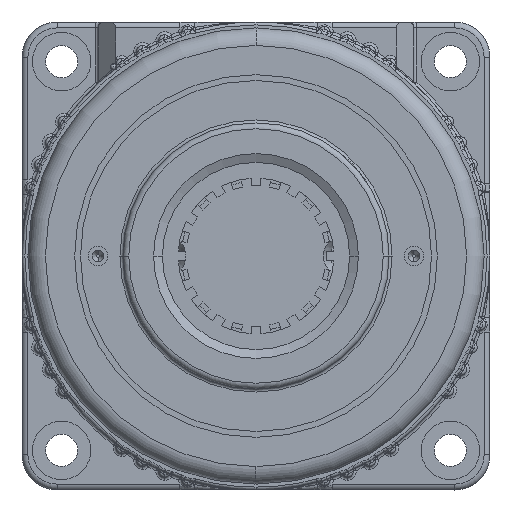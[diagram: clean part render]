
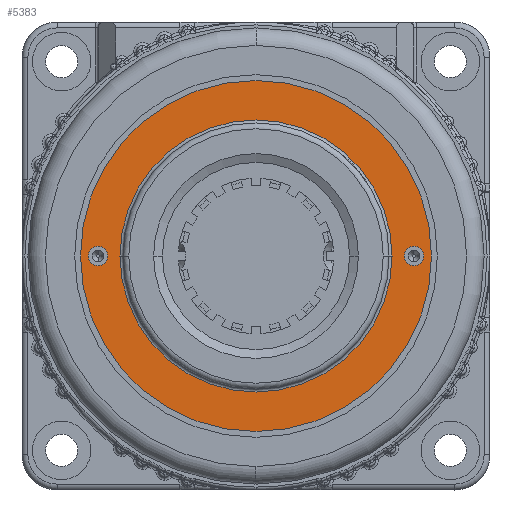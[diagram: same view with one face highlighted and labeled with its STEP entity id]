
A CAD part, front view. The second image highlights one B-rep face of the part: STEP entity #5383.
In plain terms, the highlighted face is planar.
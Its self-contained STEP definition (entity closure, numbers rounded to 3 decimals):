
#291 = EDGE_LOOP ( 'NONE', ( #11988, #35680 ) ) ;
#413 = DIRECTION ( 'NONE',  ( 0., 0., 1. ) ) ;
#504 = CARTESIAN_POINT ( 'NONE',  ( 0., 0.8, -30. ) ) ;
#1199 = AXIS2_PLACEMENT_3D ( 'NONE', #5261, #24616, #8048 ) ;
#3927 = CARTESIAN_POINT ( 'NONE',  ( 0., 0.8, -23.25 ) ) ;
#4090 = DIRECTION ( 'NONE',  ( 0., 1., 0. ) ) ;
#5261 = CARTESIAN_POINT ( 'NONE',  ( 0., 0.8, 0. ) ) ;
#5318 = CARTESIAN_POINT ( 'NONE',  ( 0., 0.8, 0. ) ) ;
#5383 = ADVANCED_FACE ( 'NONE', ( #16409, #30275, #22908, #15538 ), #25748, .T. ) ;
#5662 = ORIENTED_EDGE ( 'NONE', *, *, #20126, .T. ) ;
#7118 = ORIENTED_EDGE ( 'NONE', *, *, #15252, .F. ) ;
#7262 = VERTEX_POINT ( 'NONE', #19210 ) ;
#8048 = DIRECTION ( 'NONE',  ( 0., 0., 1. ) ) ;
#8103 = DIRECTION ( 'NONE',  ( 0., 0., 1. ) ) ;
#8519 = AXIS2_PLACEMENT_3D ( 'NONE', #11807, #14733, #34088 ) ;
#8878 = EDGE_LOOP ( 'NONE', ( #24962, #24908 ) ) ;
#9755 = EDGE_CURVE ( 'NONE', #21731, #11223, #34004, .T. ) ;
#9770 = AXIS2_PLACEMENT_3D ( 'NONE', #14005, #33362, #16787 ) ;
#9781 = DIRECTION ( 'NONE',  ( 0., 1., 0. ) ) ;
#9934 = CIRCLE ( 'NONE', #19391, 1.65 ) ;
#10459 = EDGE_LOOP ( 'NONE', ( #5662, #19514 ) ) ;
#10955 = CIRCLE ( 'NONE', #24278, 30. ) ;
#11070 = CIRCLE ( 'NONE', #1199, 23.25 ) ;
#11223 = VERTEX_POINT ( 'NONE', #12600 ) ;
#11807 = CARTESIAN_POINT ( 'NONE',  ( 0., 0.8, 0. ) ) ;
#11988 = ORIENTED_EDGE ( 'NONE', *, *, #29836, .F. ) ;
#12014 = AXIS2_PLACEMENT_3D ( 'NONE', #20643, #4090, #23447 ) ;
#12418 = CARTESIAN_POINT ( 'NONE',  ( 0., 0.8, 0. ) ) ;
#12600 = CARTESIAN_POINT ( 'NONE',  ( 0., 0.8, -25.35 ) ) ;
#13663 = CARTESIAN_POINT ( 'NONE',  ( 0., 0.8, 0. ) ) ;
#13746 = CARTESIAN_POINT ( 'NONE',  ( 0., 0.8, 28.65 ) ) ;
#14005 = CARTESIAN_POINT ( 'NONE',  ( 0., 0.8, -27. ) ) ;
#14071 = VERTEX_POINT ( 'NONE', #14762 ) ;
#14733 = DIRECTION ( 'NONE',  ( 0., 1., 0. ) ) ;
#14762 = CARTESIAN_POINT ( 'NONE',  ( 0., 0.8, 30. ) ) ;
#15216 = DIRECTION ( 'NONE',  ( 0., 0., 1. ) ) ;
#15252 = EDGE_CURVE ( 'NONE', #30868, #17175, #9934, .T. ) ;
#15538 = FACE_OUTER_BOUND ( 'NONE', #10459, .T. ) ;
#16409 = FACE_BOUND ( 'NONE', #8878, .T. ) ;
#16447 = DIRECTION ( 'NONE',  ( 0., 0., 1. ) ) ;
#16787 = DIRECTION ( 'NONE',  ( 0., 0., 1. ) ) ;
#16819 = EDGE_CURVE ( 'NONE', #14071, #19249, #33235, .T. ) ;
#17020 = DIRECTION ( 'NONE',  ( 0., 1., 0. ) ) ;
#17175 = VERTEX_POINT ( 'NONE', #32734 ) ;
#18630 = EDGE_CURVE ( 'NONE', #17175, #30868, #31867, .T. ) ;
#19210 = CARTESIAN_POINT ( 'NONE',  ( 0., 0.8, 23.25 ) ) ;
#19249 = VERTEX_POINT ( 'NONE', #504 ) ;
#19391 = AXIS2_PLACEMENT_3D ( 'NONE', #33589, #17020, #413 ) ;
#19514 = ORIENTED_EDGE ( 'NONE', *, *, #16819, .T. ) ;
#20126 = EDGE_CURVE ( 'NONE', #19249, #14071, #10955, .T. ) ;
#20511 = AXIS2_PLACEMENT_3D ( 'NONE', #12418, #31813, #15216 ) ;
#20643 = CARTESIAN_POINT ( 'NONE',  ( 0., 0.8, -27. ) ) ;
#21210 = CARTESIAN_POINT ( 'NONE',  ( 0., 0.8, -28.65 ) ) ;
#21731 = VERTEX_POINT ( 'NONE', #21210 ) ;
#22428 = ORIENTED_EDGE ( 'NONE', *, *, #18630, .F. ) ;
#22908 = FACE_BOUND ( 'NONE', #291, .T. ) ;
#23447 = DIRECTION ( 'NONE',  ( 0., 0., 1. ) ) ;
#24278 = AXIS2_PLACEMENT_3D ( 'NONE', #13663, #33013, #16447 ) ;
#24408 = EDGE_CURVE ( 'NONE', #26630, #7262, #11070, .T. ) ;
#24616 = DIRECTION ( 'NONE',  ( 0., -1., 0. ) ) ;
#24661 = DIRECTION ( 'NONE',  ( 0., 1., 0. ) ) ;
#24702 = AXIS2_PLACEMENT_3D ( 'NONE', #26352, #9781, #29147 ) ;
#24908 = ORIENTED_EDGE ( 'NONE', *, *, #24408, .T. ) ;
#24962 = ORIENTED_EDGE ( 'NONE', *, *, #26144, .T. ) ;
#25541 = CIRCLE ( 'NONE', #12014, 1.65 ) ;
#25748 = PLANE ( 'NONE',  #8519 ) ;
#26144 = EDGE_CURVE ( 'NONE', #7262, #26630, #31811, .T. ) ;
#26352 = CARTESIAN_POINT ( 'NONE',  ( 0., 0.8, 27. ) ) ;
#26630 = VERTEX_POINT ( 'NONE', #3927 ) ;
#29147 = DIRECTION ( 'NONE',  ( 0., 0., 1. ) ) ;
#29700 = EDGE_LOOP ( 'NONE', ( #7118, #22428 ) ) ;
#29836 = EDGE_CURVE ( 'NONE', #11223, #21731, #25541, .T. ) ;
#30275 = FACE_BOUND ( 'NONE', #29700, .T. ) ;
#30868 = VERTEX_POINT ( 'NONE', #13746 ) ;
#31811 = CIRCLE ( 'NONE', #20511, 23.25 ) ;
#31813 = DIRECTION ( 'NONE',  ( 0., -1., 0. ) ) ;
#31867 = CIRCLE ( 'NONE', #24702, 1.65 ) ;
#31980 = AXIS2_PLACEMENT_3D ( 'NONE', #5318, #24661, #8103 ) ;
#32734 = CARTESIAN_POINT ( 'NONE',  ( 0., 0.8, 25.35 ) ) ;
#33013 = DIRECTION ( 'NONE',  ( 0., 1., 0. ) ) ;
#33235 = CIRCLE ( 'NONE', #31980, 30. ) ;
#33362 = DIRECTION ( 'NONE',  ( 0., 1., 0. ) ) ;
#33589 = CARTESIAN_POINT ( 'NONE',  ( 0., 0.8, 27. ) ) ;
#34004 = CIRCLE ( 'NONE', #9770, 1.65 ) ;
#34088 = DIRECTION ( 'NONE',  ( 0., 0., 1. ) ) ;
#35680 = ORIENTED_EDGE ( 'NONE', *, *, #9755, .F. ) ;
